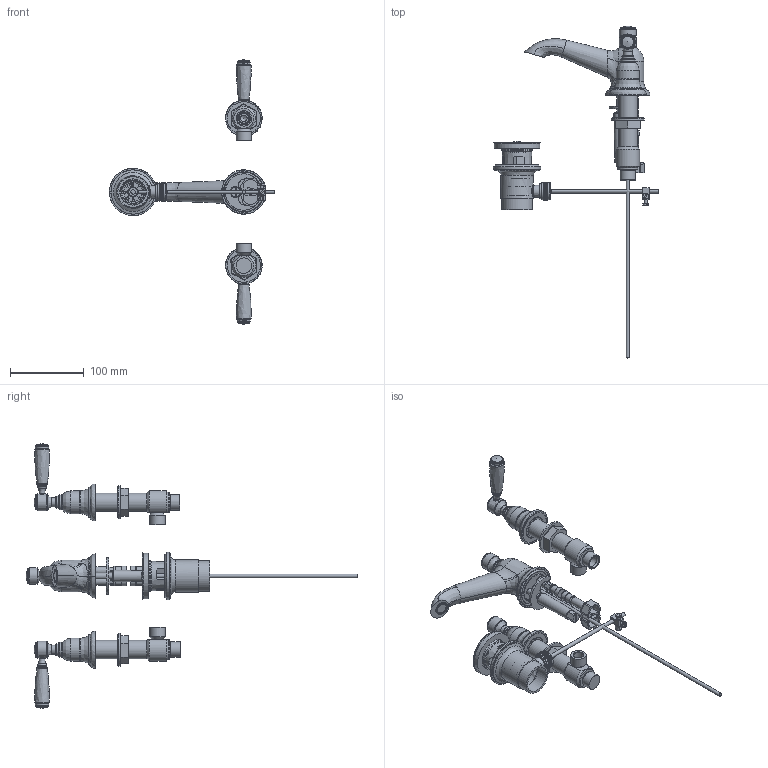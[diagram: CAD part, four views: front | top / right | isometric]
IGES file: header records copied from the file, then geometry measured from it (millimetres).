
Global section: file name: V2K11-C-M-W-GBC; native system: Autodesk Inventor 2018; preprocessor: unknown; author: rclarke; date: 20181211.091121; units: millimetre
Bounding box: 224.15 x 450.61 x 359.35 mm (x, y, z)
Volume: 475279.8 mm3; surface area: 255569.5 mm2
Topology: 68 solids, 69 shells, 2752 faces, 7190 edges, 4768 vertices
Faces by surface type: bspline 2742, offset 10
